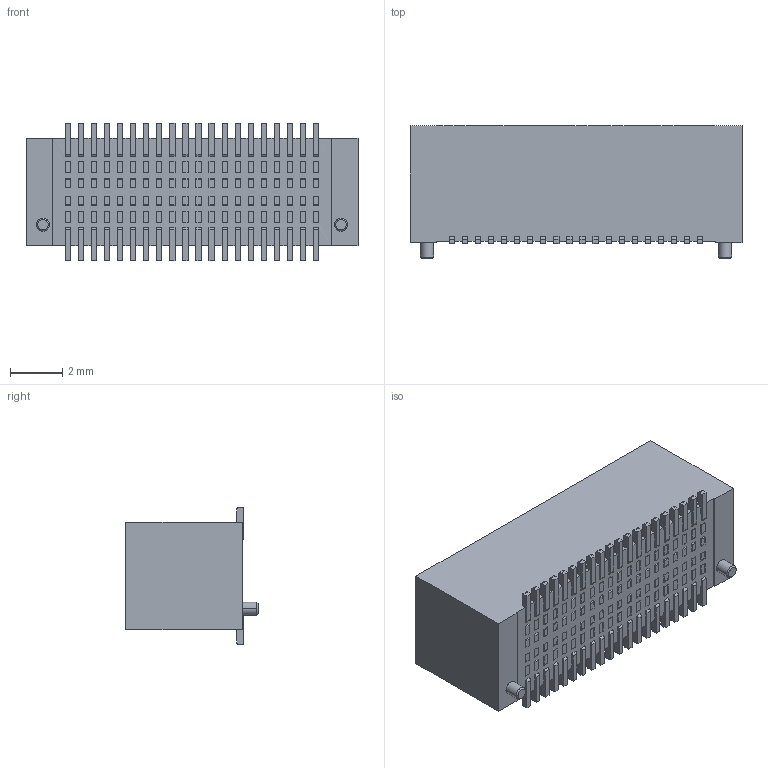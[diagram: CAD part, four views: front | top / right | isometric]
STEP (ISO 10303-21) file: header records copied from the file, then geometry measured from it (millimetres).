
FILE_DESCRIPTION( ('This file contains a STEP AP42 implementation' ,'as created by ZW3D STEP Interface translator.') ,'2;1' );
FILE_NAME( '3620-SXXX-045XXR01.stp' ,'23 317.15 351', (''), ('ZWCAD Software Co.'), 'Version 1.0', 'ZW3D to STEP translator', '' );
FILE_SCHEMA(('AUTOMOTIVE_DESIGN { 1 0 10303 214 1 1 1 1 }'));
Length unit declared in the file: millimetre
Products named in the file (2): 0; 3620-SXXX-045XXR01
Bounding box: 12.7 x 5.07 x 5.25 mm (x, y, z)
Volume: 199.1 mm3; surface area: 403.7 mm2
Topology: 1 solids, 1 shells, 2124 faces, 6104 edges, 4066 vertices
Faces by surface type: plane 1514, cylinder 604, cone 6
Entity records: 71405 total; most frequent: CARTESIAN_POINT 12295, ORIENTED_EDGE 12208, DIRECTION 11570, EDGE_CURVE 6104, VECTOR 4888, LINE 4888, VERTEX_POINT 4066, AXIS2_PLACEMENT_3D 3341
